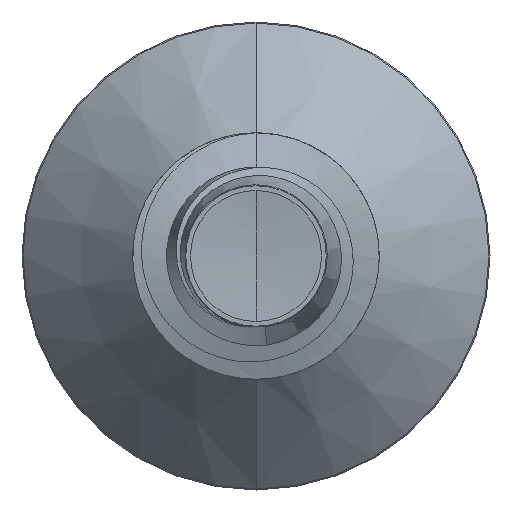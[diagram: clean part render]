
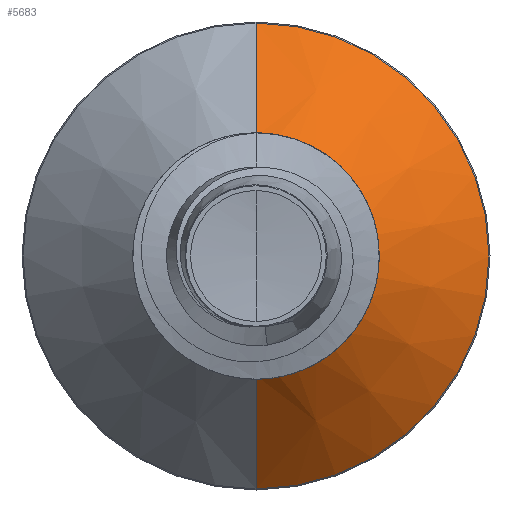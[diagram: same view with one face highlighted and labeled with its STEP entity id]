
A CAD part, front view. The second image highlights one B-rep face of the part: STEP entity #5683.
In plain terms, the highlighted conical face has half-angle 45 degrees and reference radius 0.97 mm.
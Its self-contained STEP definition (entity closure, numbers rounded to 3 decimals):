
#217 = DIRECTION ( 'NONE',  ( 0., 0.707, 0.707 ) ) ;
#285 = CARTESIAN_POINT ( 'NONE',  ( 0., 3.72, 0.97 ) ) ;
#588 = CIRCLE ( 'NONE', #7090, 0.97 ) ;
#649 = VERTEX_POINT ( 'NONE', #6694 ) ;
#927 = CIRCLE ( 'NONE', #2339, 1.891 ) ;
#1520 = VERTEX_POINT ( 'NONE', #2413 ) ;
#2214 = CARTESIAN_POINT ( 'NONE',  ( 0., 3.72, -0.97 ) ) ;
#2332 = ORIENTED_EDGE ( 'NONE', *, *, #6832, .T. ) ;
#2339 = AXIS2_PLACEMENT_3D ( 'NONE', #9138, #5104, #9630 ) ;
#2401 = EDGE_LOOP ( 'NONE', ( #2332, #7573, #8214, #5433 ) ) ;
#2413 = CARTESIAN_POINT ( 'NONE',  ( 0., 4.641, 1.891 ) ) ;
#2452 = LINE ( 'NONE', #285, #5151 ) ;
#3032 = VERTEX_POINT ( 'NONE', #6114 ) ;
#3232 = CARTESIAN_POINT ( 'NONE',  ( 0., 3.72, -0.97 ) ) ;
#4376 = CARTESIAN_POINT ( 'NONE',  ( 0., 3.72, 0. ) ) ;
#4456 = DIRECTION ( 'NONE',  ( 0., 1., 0. ) ) ;
#4651 = AXIS2_PLACEMENT_3D ( 'NONE', #4376, #4456, #5061 ) ;
#5010 = VECTOR ( 'NONE', #6843, 1000. ) ;
#5061 = DIRECTION ( 'NONE',  ( 0., 0., 1. ) ) ;
#5104 = DIRECTION ( 'NONE',  ( 0., 1., 0. ) ) ;
#5151 = VECTOR ( 'NONE', #217, 1000. ) ;
#5433 = ORIENTED_EDGE ( 'NONE', *, *, #8420, .F. ) ;
#5683 = ADVANCED_FACE ( 'NONE', ( #8127 ), #9372, .T. ) ;
#6114 = CARTESIAN_POINT ( 'NONE',  ( 0., 4.641, -1.891 ) ) ;
#6694 = CARTESIAN_POINT ( 'NONE',  ( 0., 3.72, 0.97 ) ) ;
#6832 = EDGE_CURVE ( 'NONE', #649, #7660, #588, .T. ) ;
#6843 = DIRECTION ( 'NONE',  ( 0., 0.707, -0.707 ) ) ;
#7090 = AXIS2_PLACEMENT_3D ( 'NONE', #7124, #7149, #7201 ) ;
#7124 = CARTESIAN_POINT ( 'NONE',  ( 0., 3.72, 0. ) ) ;
#7149 = DIRECTION ( 'NONE',  ( 0., 1., 0. ) ) ;
#7201 = DIRECTION ( 'NONE',  ( 0., 0., 1. ) ) ;
#7573 = ORIENTED_EDGE ( 'NONE', *, *, #9112, .T. ) ;
#7660 = VERTEX_POINT ( 'NONE', #2214 ) ;
#8127 = FACE_OUTER_BOUND ( 'NONE', #2401, .T. ) ;
#8214 = ORIENTED_EDGE ( 'NONE', *, *, #8780, .F. ) ;
#8420 = EDGE_CURVE ( 'NONE', #649, #1520, #2452, .T. ) ;
#8748 = LINE ( 'NONE', #3232, #5010 ) ;
#8780 = EDGE_CURVE ( 'NONE', #1520, #3032, #927, .T. ) ;
#9112 = EDGE_CURVE ( 'NONE', #7660, #3032, #8748, .T. ) ;
#9138 = CARTESIAN_POINT ( 'NONE',  ( 0., 4.641, 0. ) ) ;
#9372 = CONICAL_SURFACE ( 'NONE', #4651, 0.97, 0.785 ) ;
#9630 = DIRECTION ( 'NONE',  ( 0., 0., 1. ) ) ;
